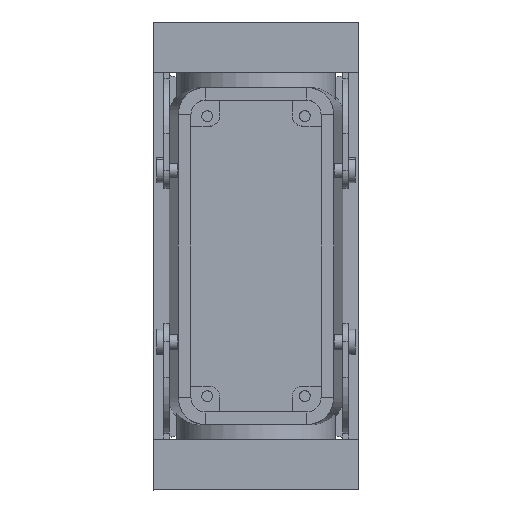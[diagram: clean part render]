
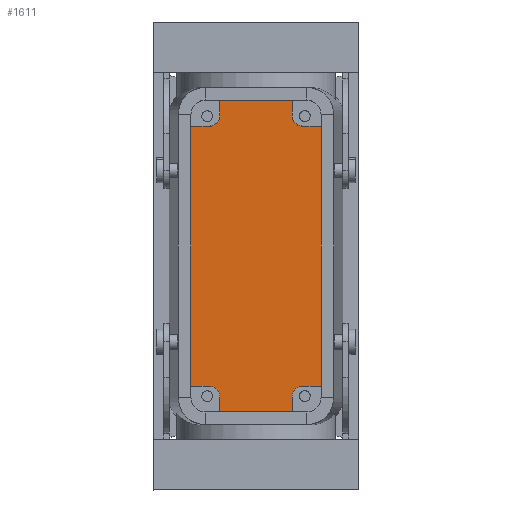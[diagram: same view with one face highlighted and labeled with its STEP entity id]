
A CAD part, top view. The second image highlights one B-rep face of the part: STEP entity #1611.
In plain terms, the highlighted planar face has unit normal (0, 0, 1).
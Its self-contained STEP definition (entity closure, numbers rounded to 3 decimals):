
#1459=AXIS2_PLACEMENT_3D('Plane Axis2P3D',#1456,#1457,#1458) ;
#340=CARTESIAN_POINT('Vertex',(38.5,21.6,4.5)) ;
#343=CARTESIAN_POINT('Line Origine',(28.5,21.6,4.5)) ;
#347=CARTESIAN_POINT('Vertex',(18.5,21.6,4.5)) ;
#1437=CARTESIAN_POINT('Line Origine',(38.5,23.675,4.5)) ;
#1441=CARTESIAN_POINT('Vertex',(38.5,25.75,4.5)) ;
#1456=CARTESIAN_POINT('Axis2P3D Location',(28.5,64.75,4.5)) ;
#1462=CARTESIAN_POINT('Control Point',(15.5,28.75,4.5)) ;
#1463=CARTESIAN_POINT('Control Point',(15.839,28.75,4.5)) ;
#1464=CARTESIAN_POINT('Control Point',(16.179,28.702,4.5)) ;
#1465=CARTESIAN_POINT('Control Point',(16.509,28.606,4.5)) ;
#1466=CARTESIAN_POINT('Control Point',(17.134,28.323,4.5)) ;
#1467=CARTESIAN_POINT('Control Point',(17.655,27.878,4.5)) ;
#1468=CARTESIAN_POINT('Control Point',(17.883,27.62,4.5)) ;
#1469=CARTESIAN_POINT('Control Point',(18.217,27.111,4.5)) ;
#1470=CARTESIAN_POINT('Control Point',(18.413,26.537,4.5)) ;
#1471=CARTESIAN_POINT('Control Point',(18.471,26.277,4.5)) ;
#1472=CARTESIAN_POINT('Control Point',(18.5,26.014,4.5)) ;
#1473=CARTESIAN_POINT('Control Point',(18.5,25.75,4.5)) ;
#1474=CARTESIAN_POINT('Vertex',(18.5,25.75,4.5)) ;
#1476=CARTESIAN_POINT('Vertex',(15.5,28.75,4.5)) ;
#1479=CARTESIAN_POINT('Line Origine',(18.5,23.675,4.5)) ;
#1485=CARTESIAN_POINT('Control Point',(38.5,25.75,4.5)) ;
#1486=CARTESIAN_POINT('Control Point',(38.5,26.089,4.5)) ;
#1487=CARTESIAN_POINT('Control Point',(38.548,26.429,4.5)) ;
#1488=CARTESIAN_POINT('Control Point',(38.644,26.759,4.5)) ;
#1489=CARTESIAN_POINT('Control Point',(38.927,27.384,4.5)) ;
#1490=CARTESIAN_POINT('Control Point',(39.372,27.905,4.5)) ;
#1491=CARTESIAN_POINT('Control Point',(39.63,28.133,4.5)) ;
#1492=CARTESIAN_POINT('Control Point',(40.139,28.467,4.5)) ;
#1493=CARTESIAN_POINT('Control Point',(40.713,28.663,4.5)) ;
#1494=CARTESIAN_POINT('Control Point',(40.973,28.721,4.5)) ;
#1495=CARTESIAN_POINT('Control Point',(41.236,28.75,4.5)) ;
#1496=CARTESIAN_POINT('Control Point',(41.5,28.75,4.5)) ;
#1497=CARTESIAN_POINT('Vertex',(41.5,28.75,4.5)) ;
#1500=CARTESIAN_POINT('Line Origine',(44.,28.75,4.5)) ;
#1504=CARTESIAN_POINT('Vertex',(46.5,28.75,4.5)) ;
#1507=CARTESIAN_POINT('Line Origine',(46.5,64.75,4.5)) ;
#1511=CARTESIAN_POINT('Vertex',(46.5,100.75,4.5)) ;
#1514=CARTESIAN_POINT('Line Origine',(44.,100.75,4.5)) ;
#1518=CARTESIAN_POINT('Vertex',(41.5,100.75,4.5)) ;
#1522=CARTESIAN_POINT('Control Point',(41.5,100.75,4.5)) ;
#1523=CARTESIAN_POINT('Control Point',(41.161,100.75,4.5)) ;
#1524=CARTESIAN_POINT('Control Point',(40.821,100.798,4.5)) ;
#1525=CARTESIAN_POINT('Control Point',(40.491,100.894,4.5)) ;
#1526=CARTESIAN_POINT('Control Point',(39.866,101.177,4.5)) ;
#1527=CARTESIAN_POINT('Control Point',(39.345,101.622,4.5)) ;
#1528=CARTESIAN_POINT('Control Point',(39.117,101.88,4.5)) ;
#1529=CARTESIAN_POINT('Control Point',(38.783,102.389,4.5)) ;
#1530=CARTESIAN_POINT('Control Point',(38.587,102.963,4.5)) ;
#1531=CARTESIAN_POINT('Control Point',(38.529,103.223,4.5)) ;
#1532=CARTESIAN_POINT('Control Point',(38.5,103.486,4.5)) ;
#1533=CARTESIAN_POINT('Control Point',(38.5,103.75,4.5)) ;
#1534=CARTESIAN_POINT('Vertex',(38.5,103.75,4.5)) ;
#1537=CARTESIAN_POINT('Line Origine',(38.5,105.825,4.5)) ;
#1541=CARTESIAN_POINT('Vertex',(38.5,107.9,4.5)) ;
#1544=CARTESIAN_POINT('Line Origine',(28.5,107.9,4.5)) ;
#1548=CARTESIAN_POINT('Vertex',(18.5,107.9,4.5)) ;
#1551=CARTESIAN_POINT('Line Origine',(18.5,105.825,4.5)) ;
#1555=CARTESIAN_POINT('Vertex',(18.5,103.75,4.5)) ;
#1559=CARTESIAN_POINT('Control Point',(18.5,103.75,4.5)) ;
#1560=CARTESIAN_POINT('Control Point',(18.5,103.411,4.5)) ;
#1561=CARTESIAN_POINT('Control Point',(18.452,103.071,4.5)) ;
#1562=CARTESIAN_POINT('Control Point',(18.356,102.741,4.5)) ;
#1563=CARTESIAN_POINT('Control Point',(18.073,102.116,4.5)) ;
#1564=CARTESIAN_POINT('Control Point',(17.628,101.595,4.5)) ;
#1565=CARTESIAN_POINT('Control Point',(17.37,101.367,4.5)) ;
#1566=CARTESIAN_POINT('Control Point',(16.861,101.033,4.5)) ;
#1567=CARTESIAN_POINT('Control Point',(16.287,100.837,4.5)) ;
#1568=CARTESIAN_POINT('Control Point',(16.027,100.779,4.5)) ;
#1569=CARTESIAN_POINT('Control Point',(15.764,100.75,4.5)) ;
#1570=CARTESIAN_POINT('Control Point',(15.5,100.75,4.5)) ;
#1571=CARTESIAN_POINT('Vertex',(15.5,100.75,4.5)) ;
#1574=CARTESIAN_POINT('Line Origine',(13.,100.75,4.5)) ;
#1578=CARTESIAN_POINT('Vertex',(10.5,100.75,4.5)) ;
#1581=CARTESIAN_POINT('Line Origine',(10.5,64.75,4.5)) ;
#1585=CARTESIAN_POINT('Vertex',(10.5,28.75,4.5)) ;
#1588=CARTESIAN_POINT('Line Origine',(13.,28.75,4.5)) ;
#344=DIRECTION('Vector Direction',(1.,0.,0.)) ;
#1438=DIRECTION('Vector Direction',(0.,-1.,0.)) ;
#1457=DIRECTION('Axis2P3D Direction',(-0.,0.,1.)) ;
#1458=DIRECTION('Axis2P3D XDirection',(0.,-1.,0.)) ;
#1480=DIRECTION('Vector Direction',(0.,-1.,0.)) ;
#1501=DIRECTION('Vector Direction',(-1.,0.,0.)) ;
#1508=DIRECTION('Vector Direction',(0.,-1.,0.)) ;
#1515=DIRECTION('Vector Direction',(-1.,0.,0.)) ;
#1538=DIRECTION('Vector Direction',(0.,1.,0.)) ;
#1545=DIRECTION('Vector Direction',(-1.,0.,0.)) ;
#1552=DIRECTION('Vector Direction',(0.,1.,0.)) ;
#1575=DIRECTION('Vector Direction',(1.,0.,0.)) ;
#1582=DIRECTION('Vector Direction',(0.,1.,0.)) ;
#1589=DIRECTION('Vector Direction',(1.,0.,0.)) ;
#345=VECTOR('Line Direction',#344,1.) ;
#1439=VECTOR('Line Direction',#1438,1.) ;
#1481=VECTOR('Line Direction',#1480,1.) ;
#1502=VECTOR('Line Direction',#1501,1.) ;
#1509=VECTOR('Line Direction',#1508,1.) ;
#1516=VECTOR('Line Direction',#1515,1.) ;
#1539=VECTOR('Line Direction',#1538,1.) ;
#1546=VECTOR('Line Direction',#1545,1.) ;
#1553=VECTOR('Line Direction',#1552,1.) ;
#1576=VECTOR('Line Direction',#1575,1.) ;
#1583=VECTOR('Line Direction',#1582,1.) ;
#1590=VECTOR('Line Direction',#1589,1.) ;
#1594=ORIENTED_EDGE('',*,*,#1478,.F.) ;
#1595=ORIENTED_EDGE('',*,*,#1483,.T.) ;
#1596=ORIENTED_EDGE('',*,*,#349,.T.) ;
#1597=ORIENTED_EDGE('',*,*,#1443,.F.) ;
#1598=ORIENTED_EDGE('',*,*,#1499,.F.) ;
#1599=ORIENTED_EDGE('',*,*,#1506,.F.) ;
#1600=ORIENTED_EDGE('',*,*,#1513,.T.) ;
#1601=ORIENTED_EDGE('',*,*,#1520,.T.) ;
#1602=ORIENTED_EDGE('',*,*,#1536,.F.) ;
#1603=ORIENTED_EDGE('',*,*,#1543,.T.) ;
#1604=ORIENTED_EDGE('',*,*,#1550,.T.) ;
#1605=ORIENTED_EDGE('',*,*,#1557,.F.) ;
#1606=ORIENTED_EDGE('',*,*,#1573,.F.) ;
#1607=ORIENTED_EDGE('',*,*,#1580,.F.) ;
#1608=ORIENTED_EDGE('',*,*,#1587,.T.) ;
#1609=ORIENTED_EDGE('',*,*,#1592,.T.) ;
#1611=ADVANCED_FACE('Housing',(#1610),#1460,.T.) ;
#1461=B_SPLINE_CURVE_WITH_KNOTS('',5,(#1462,#1463,#1464,#1465,#1466,#1467,#1468,#1469,#1470,#1471,#1472,#1473),.UNSPECIFIED.,.F.,.U.,(6,3,3,6),(0.,2.4,4.8,6.664),.UNSPECIFIED.) ;
#1484=B_SPLINE_CURVE_WITH_KNOTS('',5,(#1485,#1486,#1487,#1488,#1489,#1490,#1491,#1492,#1493,#1494,#1495,#1496),.UNSPECIFIED.,.F.,.U.,(6,3,3,6),(0.,2.4,4.8,6.664),.UNSPECIFIED.) ;
#1521=B_SPLINE_CURVE_WITH_KNOTS('',5,(#1522,#1523,#1524,#1525,#1526,#1527,#1528,#1529,#1530,#1531,#1532,#1533),.UNSPECIFIED.,.F.,.U.,(6,3,3,6),(0.,2.4,4.8,6.664),.UNSPECIFIED.) ;
#1558=B_SPLINE_CURVE_WITH_KNOTS('',5,(#1559,#1560,#1561,#1562,#1563,#1564,#1565,#1566,#1567,#1568,#1569,#1570),.UNSPECIFIED.,.F.,.U.,(6,3,3,6),(0.,2.4,4.8,6.664),.UNSPECIFIED.) ;
#349=EDGE_CURVE('',#348,#341,#346,.T.) ;
#1443=EDGE_CURVE('',#1442,#341,#1440,.T.) ;
#1478=EDGE_CURVE('',#1475,#1477,#1461,.F.) ;
#1483=EDGE_CURVE('',#1475,#348,#1482,.T.) ;
#1499=EDGE_CURVE('',#1498,#1442,#1484,.F.) ;
#1506=EDGE_CURVE('',#1505,#1498,#1503,.T.) ;
#1513=EDGE_CURVE('',#1505,#1512,#1510,.F.) ;
#1520=EDGE_CURVE('',#1512,#1519,#1517,.T.) ;
#1536=EDGE_CURVE('',#1535,#1519,#1521,.F.) ;
#1543=EDGE_CURVE('',#1535,#1542,#1540,.T.) ;
#1550=EDGE_CURVE('',#1542,#1549,#1547,.T.) ;
#1557=EDGE_CURVE('',#1556,#1549,#1554,.T.) ;
#1573=EDGE_CURVE('',#1572,#1556,#1558,.F.) ;
#1580=EDGE_CURVE('',#1579,#1572,#1577,.T.) ;
#1587=EDGE_CURVE('',#1579,#1586,#1584,.F.) ;
#1592=EDGE_CURVE('',#1586,#1477,#1591,.T.) ;
#1593=EDGE_LOOP('',(#1594,#1595,#1596,#1597,#1598,#1599,#1600,#1601,#1602,#1603,#1604,#1605,#1606,#1607,#1608,#1609)) ;
#1610=FACE_OUTER_BOUND('',#1593,.T.) ;
#346=LINE('Line',#343,#345) ;
#1440=LINE('Line',#1437,#1439) ;
#1482=LINE('Line',#1479,#1481) ;
#1503=LINE('Line',#1500,#1502) ;
#1510=LINE('Line',#1507,#1509) ;
#1517=LINE('Line',#1514,#1516) ;
#1540=LINE('Line',#1537,#1539) ;
#1547=LINE('Line',#1544,#1546) ;
#1554=LINE('Line',#1551,#1553) ;
#1577=LINE('Line',#1574,#1576) ;
#1584=LINE('Line',#1581,#1583) ;
#1591=LINE('Line',#1588,#1590) ;
#1460=PLANE('',#1459) ;
#341=VERTEX_POINT('',#340) ;
#348=VERTEX_POINT('',#347) ;
#1442=VERTEX_POINT('',#1441) ;
#1475=VERTEX_POINT('',#1474) ;
#1477=VERTEX_POINT('',#1476) ;
#1498=VERTEX_POINT('',#1497) ;
#1505=VERTEX_POINT('',#1504) ;
#1512=VERTEX_POINT('',#1511) ;
#1519=VERTEX_POINT('',#1518) ;
#1535=VERTEX_POINT('',#1534) ;
#1542=VERTEX_POINT('',#1541) ;
#1549=VERTEX_POINT('',#1548) ;
#1556=VERTEX_POINT('',#1555) ;
#1572=VERTEX_POINT('',#1571) ;
#1579=VERTEX_POINT('',#1578) ;
#1586=VERTEX_POINT('',#1585) ;
